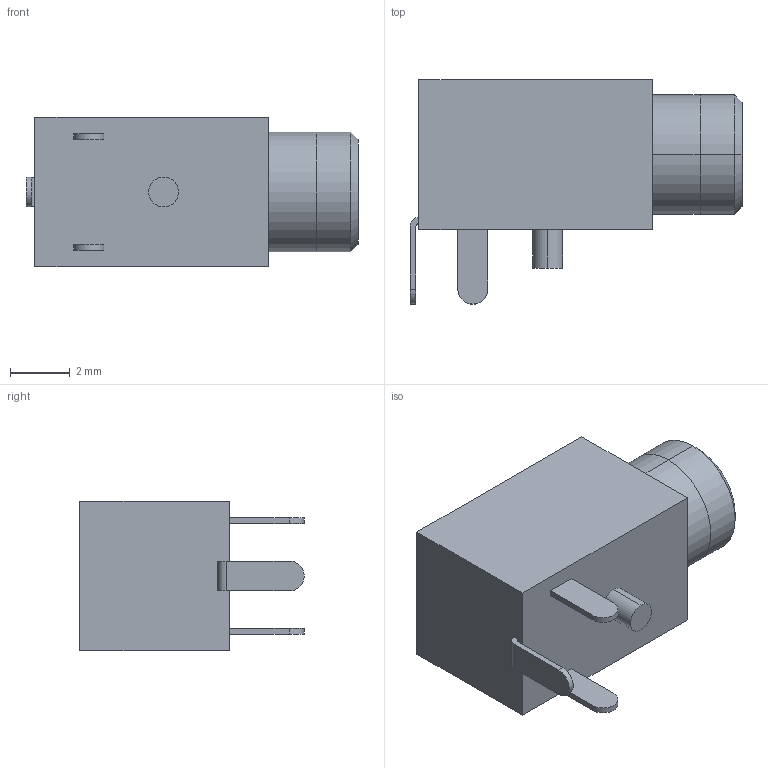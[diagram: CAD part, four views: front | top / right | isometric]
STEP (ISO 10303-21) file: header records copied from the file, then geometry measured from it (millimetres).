
FILE_DESCRIPTION(('STEP AP214'),'1');
FILE_NAME('mj1-2503a.stp','2018-08-13T05:35:32',('TraceParts'),('TraceParts S.A.'),'Spatial InterOp 3D',' ',' ');
FILE_SCHEMA(('automotive_design'));
Length unit declared in the file: millimetre
Products named in the file (2): mj1-2503a_1; mj1-2503a_2
Bounding box: 11.1 x 7.5 x 5 mm (x, y, z)
Volume: 218.9 mm3; surface area: 288.9 mm2
Topology: 2 solids, 2 shells, 39 faces, 84 edges, 54 vertices
Faces by surface type: plane 22, cylinder 15, cone 2
Entity records: 1418 total; most frequent: DIRECTION 194, CARTESIAN_POINT 179, ORIENTED_EDGE 168, EDGE_CURVE 84, AXIS2_PLACEMENT_3D 69, LINE 56, VECTOR 56, VERTEX_POINT 54
